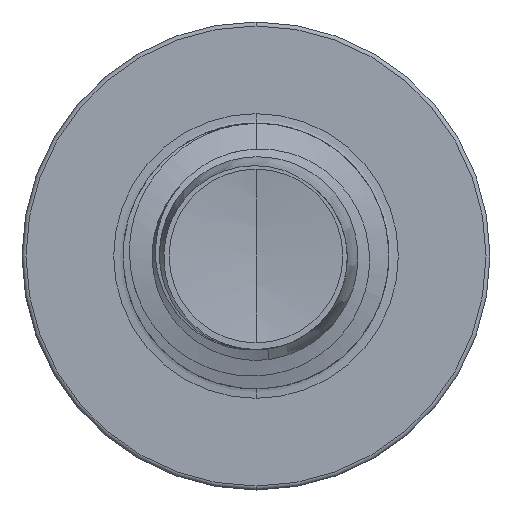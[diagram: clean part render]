
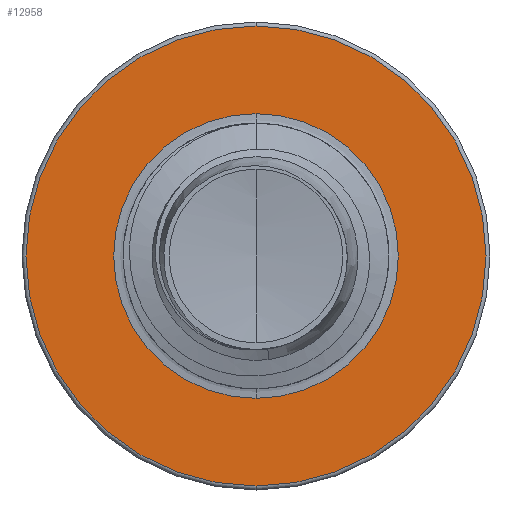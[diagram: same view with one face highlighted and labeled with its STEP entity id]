
A CAD part, front view. The second image highlights one B-rep face of the part: STEP entity #12958.
In plain terms, the highlighted planar face has unit normal (0, -1, 0).
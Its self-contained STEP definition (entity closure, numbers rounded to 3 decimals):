
#17 = CIRCLE ( 'NONE', #6919, 2.677 ) ;
#288 = DIRECTION ( 'NONE',  ( 0., 0., 1. ) ) ;
#384 = CARTESIAN_POINT ( 'NONE',  ( 0., 7., -4.325 ) ) ;
#426 = DIRECTION ( 'NONE',  ( 0., 0., 1. ) ) ;
#1511 = CARTESIAN_POINT ( 'NONE',  ( 0., 7., 2.677 ) ) ;
#2062 = DIRECTION ( 'NONE',  ( 0., 0., 1. ) ) ;
#2303 = ORIENTED_EDGE ( 'NONE', *, *, #6446, .F. ) ;
#3281 = EDGE_CURVE ( 'NONE', #4346, #10555, #13461, .T. ) ;
#3912 = DIRECTION ( 'NONE',  ( 0., 0., 1. ) ) ;
#4146 = ORIENTED_EDGE ( 'NONE', *, *, #11583, .T. ) ;
#4346 = VERTEX_POINT ( 'NONE', #384 ) ;
#5634 = AXIS2_PLACEMENT_3D ( 'NONE', #14429, #6219, #15750 ) ;
#6219 = DIRECTION ( 'NONE',  ( 0., 1., 0. ) ) ;
#6255 = CARTESIAN_POINT ( 'NONE',  ( 0., 7., -2.677 ) ) ;
#6261 = EDGE_CURVE ( 'NONE', #12491, #9014, #7231, .T. ) ;
#6446 = EDGE_CURVE ( 'NONE', #10555, #4346, #6811, .T. ) ;
#6811 = CIRCLE ( 'NONE', #5634, 4.325 ) ;
#6919 = AXIS2_PLACEMENT_3D ( 'NONE', #16986, #8933, #426 ) ;
#7231 = CIRCLE ( 'NONE', #16839, 2.677 ) ;
#7380 = ORIENTED_EDGE ( 'NONE', *, *, #6261, .T. ) ;
#8037 = PLANE ( 'NONE',  #15374 ) ;
#8404 = DIRECTION ( 'NONE',  ( 0., 1., 0. ) ) ;
#8623 = CARTESIAN_POINT ( 'NONE',  ( 0., 7., 0. ) ) ;
#8809 = DIRECTION ( 'NONE',  ( 0., 1., 0. ) ) ;
#8933 = DIRECTION ( 'NONE',  ( 0., 1., 0. ) ) ;
#9014 = VERTEX_POINT ( 'NONE', #6255 ) ;
#10555 = VERTEX_POINT ( 'NONE', #16888 ) ;
#10747 = EDGE_LOOP ( 'NONE', ( #2303, #16880 ) ) ;
#10761 = CARTESIAN_POINT ( 'NONE',  ( 0., 7., -2.677 ) ) ;
#10999 = AXIS2_PLACEMENT_3D ( 'NONE', #8623, #8404, #2062 ) ;
#11583 = EDGE_CURVE ( 'NONE', #9014, #12491, #17, .T. ) ;
#12136 = DIRECTION ( 'NONE',  ( 0., 1., 0. ) ) ;
#12303 = EDGE_LOOP ( 'NONE', ( #7380, #4146 ) ) ;
#12491 = VERTEX_POINT ( 'NONE', #1511 ) ;
#12958 = ADVANCED_FACE ( 'NONE', ( #13851, #13402 ), #8037, .F. ) ;
#13402 = FACE_BOUND ( 'NONE', #12303, .T. ) ;
#13461 = CIRCLE ( 'NONE', #10999, 4.325 ) ;
#13851 = FACE_OUTER_BOUND ( 'NONE', #10747, .T. ) ;
#14429 = CARTESIAN_POINT ( 'NONE',  ( 0., 7., 0. ) ) ;
#15374 = AXIS2_PLACEMENT_3D ( 'NONE', #10761, #12136, #3912 ) ;
#15750 = DIRECTION ( 'NONE',  ( 0., 0., 1. ) ) ;
#16839 = AXIS2_PLACEMENT_3D ( 'NONE', #16870, #8809, #288 ) ;
#16870 = CARTESIAN_POINT ( 'NONE',  ( 0., 7., 0. ) ) ;
#16880 = ORIENTED_EDGE ( 'NONE', *, *, #3281, .F. ) ;
#16888 = CARTESIAN_POINT ( 'NONE',  ( 0., 7., 4.325 ) ) ;
#16986 = CARTESIAN_POINT ( 'NONE',  ( 0., 7., 0. ) ) ;
